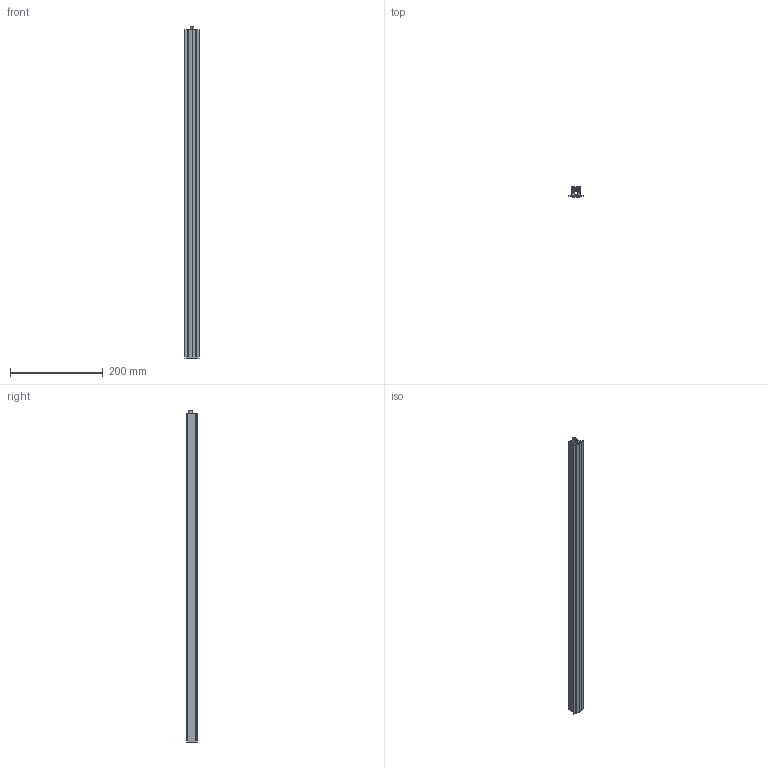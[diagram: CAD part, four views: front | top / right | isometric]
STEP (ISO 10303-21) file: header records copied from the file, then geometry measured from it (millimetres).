
FILE_DESCRIPTION (( 'STEP AP203' ), '1' );
FILE_NAME ('PU 710.STEP', '2025-02-28T13:02:00', ( '' ), ( '' ), 'SwSTEP 2.0', 'SolidWorks 2023', '' );
FILE_SCHEMA (( 'CONFIG_CONTROL_DESIGN' ));
Length unit declared in the file: millimetre
Products named in the file (4): Innengeometrie_20_710; PU 710; Aussengehäuse PU_710; Betätigungsteil_20
Assembly tree (3 placements, depth 2):
  PU 710
    Aussengehäuse PU_710
    Innengeometrie_20_710
    Betätigungsteil_20
Bounding box: 30.2 x 22.3 x 716 mm (x, y, z)
Volume: 156703.3 mm3; surface area: 225335.3 mm2
Topology: 18 solids, 18 shells, 655 faces, 1849 edges, 1232 vertices
Faces by surface type: plane 318, bspline 294, cylinder 41, torus 2
Entity records: 35465 total; most frequent: CARTESIAN_POINT 19906, ORIENTED_EDGE 3698, DIRECTION 2083, EDGE_CURVE 1849, VERTEX_POINT 1232, VECTOR 1173, LINE 1173, EDGE_LOOP 737
